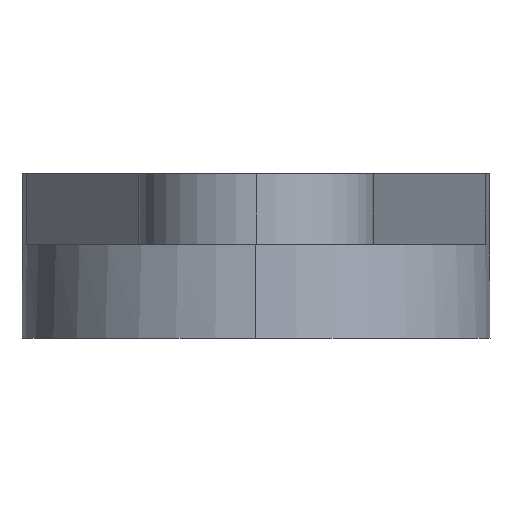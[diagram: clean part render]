
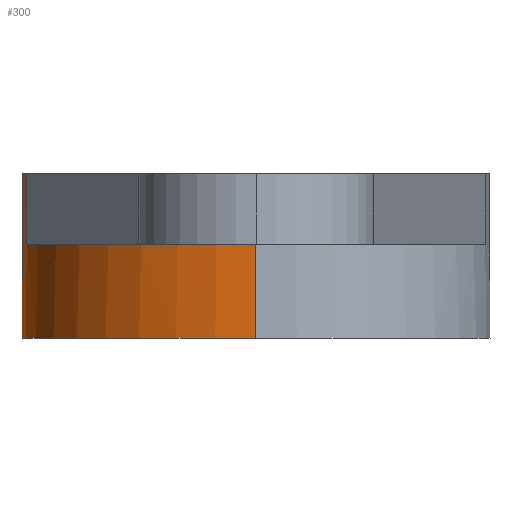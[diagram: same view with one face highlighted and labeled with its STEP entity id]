
A CAD part, left-side view. The second image highlights one B-rep face of the part: STEP entity #300.
In plain terms, the highlighted cylindrical face has radius 9.95 mm (diameter 19.9 mm), a partial arc.
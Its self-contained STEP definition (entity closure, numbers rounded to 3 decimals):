
#24 = VERTEX_POINT ( 'NONE', #463 ) ;
#55 = DIRECTION ( 'NONE',  ( 0., 0., -1. ) ) ;
#76 = CARTESIAN_POINT ( 'NONE',  ( 0., 0., 4. ) ) ;
#93 = EDGE_LOOP ( 'NONE', ( #203, #454, #145, #759, #157, #521 ) ) ;
#115 = DIRECTION ( 'NONE',  ( 1., 0., 0. ) ) ;
#125 = DIRECTION ( 'NONE',  ( 0., 0., 1. ) ) ;
#127 = DIRECTION ( 'NONE',  ( 1., 0., 0. ) ) ;
#139 = VERTEX_POINT ( 'NONE', #181 ) ;
#145 = ORIENTED_EDGE ( 'NONE', *, *, #531, .T. ) ;
#157 = ORIENTED_EDGE ( 'NONE', *, *, #640, .F. ) ;
#165 = EDGE_CURVE ( 'NONE', #702, #746, #742, .T. ) ;
#180 = EDGE_CURVE ( 'NONE', #139, #215, #523, .T. ) ;
#181 = CARTESIAN_POINT ( 'NONE',  ( 9.95, 0., 7. ) ) ;
#183 = CARTESIAN_POINT ( 'NONE',  ( 0., 0., 4. ) ) ;
#203 = ORIENTED_EDGE ( 'NONE', *, *, #180, .F. ) ;
#213 = CYLINDRICAL_SURFACE ( 'NONE', #234, 9.95 ) ;
#215 = VERTEX_POINT ( 'NONE', #534 ) ;
#220 = DIRECTION ( 'NONE',  ( 0., 0., 1. ) ) ;
#234 = AXIS2_PLACEMENT_3D ( 'NONE', #76, #758, #442 ) ;
#300 = ADVANCED_FACE ( 'NONE', ( #525 ), #213, .T. ) ;
#301 = DIRECTION ( 'NONE',  ( 0., 0., 1. ) ) ;
#334 = CARTESIAN_POINT ( 'NONE',  ( -2.011, 9.745, 7. ) ) ;
#401 = CIRCLE ( 'NONE', #426, 9.95 ) ;
#405 = LINE ( 'NONE', #717, #787 ) ;
#420 = DIRECTION ( 'NONE',  ( 1., 0., 0. ) ) ;
#424 = CARTESIAN_POINT ( 'NONE',  ( -9.95, 0., 4. ) ) ;
#426 = AXIS2_PLACEMENT_3D ( 'NONE', #183, #125, #420 ) ;
#442 = DIRECTION ( 'NONE',  ( -1., 0., 0. ) ) ;
#444 = VERTEX_POINT ( 'NONE', #476 ) ;
#447 = CARTESIAN_POINT ( 'NONE',  ( -9.95, 0., 0. ) ) ;
#454 = ORIENTED_EDGE ( 'NONE', *, *, #547, .T. ) ;
#463 = CARTESIAN_POINT ( 'NONE',  ( -2.011, 9.745, 4. ) ) ;
#476 = CARTESIAN_POINT ( 'NONE',  ( 9.95, 0., 0. ) ) ;
#492 = AXIS2_PLACEMENT_3D ( 'NONE', #740, #301, #127 ) ;
#506 = AXIS2_PLACEMENT_3D ( 'NONE', #671, #220, #115 ) ;
#521 = ORIENTED_EDGE ( 'NONE', *, *, #773, .F. ) ;
#523 = CIRCLE ( 'NONE', #492, 9.95 ) ;
#525 = FACE_OUTER_BOUND ( 'NONE', #93, .T. ) ;
#531 = EDGE_CURVE ( 'NONE', #444, #746, #662, .T. ) ;
#534 = CARTESIAN_POINT ( 'NONE',  ( -2.011, 9.745, 7. ) ) ;
#547 = EDGE_CURVE ( 'NONE', #139, #444, #405, .T. ) ;
#562 = VECTOR ( 'NONE', #686, 1000. ) ;
#611 = VECTOR ( 'NONE', #694, 1000. ) ;
#640 = EDGE_CURVE ( 'NONE', #24, #702, #401, .T. ) ;
#645 = CARTESIAN_POINT ( 'NONE',  ( -9.95, 0., 4. ) ) ;
#662 = CIRCLE ( 'NONE', #506, 9.95 ) ;
#671 = CARTESIAN_POINT ( 'NONE',  ( 0., 0., 0. ) ) ;
#686 = DIRECTION ( 'NONE',  ( 0., 0., -1. ) ) ;
#694 = DIRECTION ( 'NONE',  ( 0., 0., -1. ) ) ;
#700 = LINE ( 'NONE', #334, #611 ) ;
#702 = VERTEX_POINT ( 'NONE', #645 ) ;
#717 = CARTESIAN_POINT ( 'NONE',  ( 9.95, 0., 4. ) ) ;
#740 = CARTESIAN_POINT ( 'NONE',  ( 0., 0., 7. ) ) ;
#742 = LINE ( 'NONE', #424, #562 ) ;
#746 = VERTEX_POINT ( 'NONE', #447 ) ;
#758 = DIRECTION ( 'NONE',  ( 0., 0., -1. ) ) ;
#759 = ORIENTED_EDGE ( 'NONE', *, *, #165, .F. ) ;
#773 = EDGE_CURVE ( 'NONE', #215, #24, #700, .T. ) ;
#787 = VECTOR ( 'NONE', #55, 1000. ) ;
